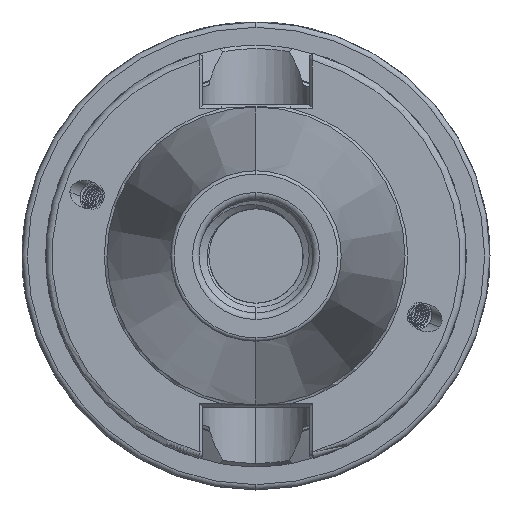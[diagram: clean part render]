
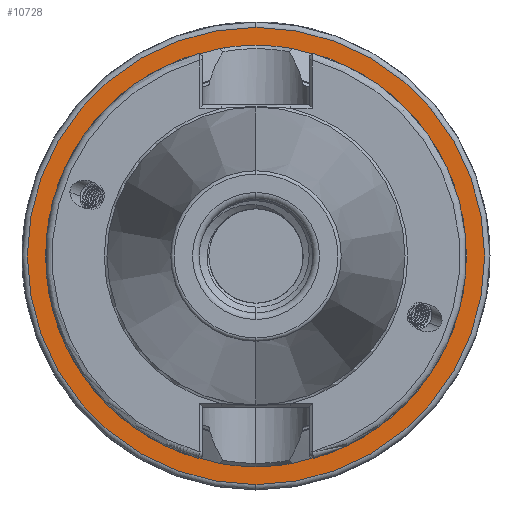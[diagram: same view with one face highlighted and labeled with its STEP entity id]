
A CAD part, left-side view. The second image highlights one B-rep face of the part: STEP entity #10728.
In plain terms, the highlighted planar face has unit normal (-1, 0, 0).
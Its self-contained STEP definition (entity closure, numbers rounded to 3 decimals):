
#1933 = CARTESIAN_POINT ( 'NONE',  ( 33., 0., 0. ) ) ;
#1940 = DIRECTION ( 'NONE',  ( 0., 0., -1. ) ) ;
#1960 = DIRECTION ( 'NONE',  ( -1., 0., 0. ) ) ;
#2078 = DIRECTION ( 'NONE',  ( 0., 0., -1. ) ) ;
#2094 = CARTESIAN_POINT ( 'NONE',  ( 33., 0., 0. ) ) ;
#2096 = DIRECTION ( 'NONE',  ( 1., 0., 0. ) ) ;
#5881 = EDGE_LOOP ( 'NONE', ( #6497, #6485 ) ) ;
#5907 = EDGE_LOOP ( 'NONE', ( #6539, #6512 ) ) ;
#6485 = ORIENTED_EDGE ( 'NONE', *, *, #7105, .T. ) ;
#6497 = ORIENTED_EDGE ( 'NONE', *, *, #7608, .T. ) ;
#6512 = ORIENTED_EDGE ( 'NONE', *, *, #7071, .T. ) ;
#6539 = ORIENTED_EDGE ( 'NONE', *, *, #7606, .T. ) ;
#6992 = AXIS2_PLACEMENT_3D ( 'NONE', #21308, #21326, #21311 ) ;
#7037 = AXIS2_PLACEMENT_3D ( 'NONE', #21513, #21506, #21507 ) ;
#7071 = EDGE_CURVE ( 'NONE', #22506, #22509, #8538, .T. ) ;
#7105 = EDGE_CURVE ( 'NONE', #22479, #22483, #8572, .T. ) ;
#7606 = EDGE_CURVE ( 'NONE', #22509, #22506, #8787, .T. ) ;
#7608 = EDGE_CURVE ( 'NONE', #22483, #22479, #8781, .T. ) ;
#8538 = CIRCLE ( 'NONE', #6992, 34.2 ) ;
#8572 = CIRCLE ( 'NONE', #7037, 31.3 ) ;
#8781 = CIRCLE ( 'NONE', #22449, 31.3 ) ;
#8787 = CIRCLE ( 'NONE', #22448, 34.2 ) ;
#10728 = ADVANCED_FACE ( 'NONE', ( #18701, #18742 ), #14445, .F. ) ;
#14437 = CARTESIAN_POINT ( 'NONE',  ( 33., 35., 0. ) ) ;
#14445 = PLANE ( 'NONE',  #22219 ) ;
#14451 = DIRECTION ( 'NONE',  ( 0., 0., -1. ) ) ;
#14471 = DIRECTION ( 'NONE',  ( 1., 0., 0. ) ) ;
#17019 = CARTESIAN_POINT ( 'NONE',  ( 33., 0., -34.2 ) ) ;
#17043 = CARTESIAN_POINT ( 'NONE',  ( 33., 0., 34.2 ) ) ;
#17051 = CARTESIAN_POINT ( 'NONE',  ( 33., 0., -31.3 ) ) ;
#17059 = CARTESIAN_POINT ( 'NONE',  ( 33., 0., 31.3 ) ) ;
#18701 = FACE_OUTER_BOUND ( 'NONE', #5907, .T. ) ;
#18742 = FACE_BOUND ( 'NONE', #5881, .T. ) ;
#21308 = CARTESIAN_POINT ( 'NONE',  ( 33., 0., 0. ) ) ;
#21311 = DIRECTION ( 'NONE',  ( 0., 0., -1. ) ) ;
#21326 = DIRECTION ( 'NONE',  ( -1., 0., 0. ) ) ;
#21506 = DIRECTION ( 'NONE',  ( 1., 0., 0. ) ) ;
#21507 = DIRECTION ( 'NONE',  ( 0., 0., -1. ) ) ;
#21513 = CARTESIAN_POINT ( 'NONE',  ( 33., 0., 0. ) ) ;
#22219 = AXIS2_PLACEMENT_3D ( 'NONE', #14437, #14471, #14451 ) ;
#22448 = AXIS2_PLACEMENT_3D ( 'NONE', #1933, #1960, #1940 ) ;
#22449 = AXIS2_PLACEMENT_3D ( 'NONE', #2094, #2096, #2078 ) ;
#22479 = VERTEX_POINT ( 'NONE', #17059 ) ;
#22483 = VERTEX_POINT ( 'NONE', #17051 ) ;
#22506 = VERTEX_POINT ( 'NONE', #17043 ) ;
#22509 = VERTEX_POINT ( 'NONE', #17019 ) ;
